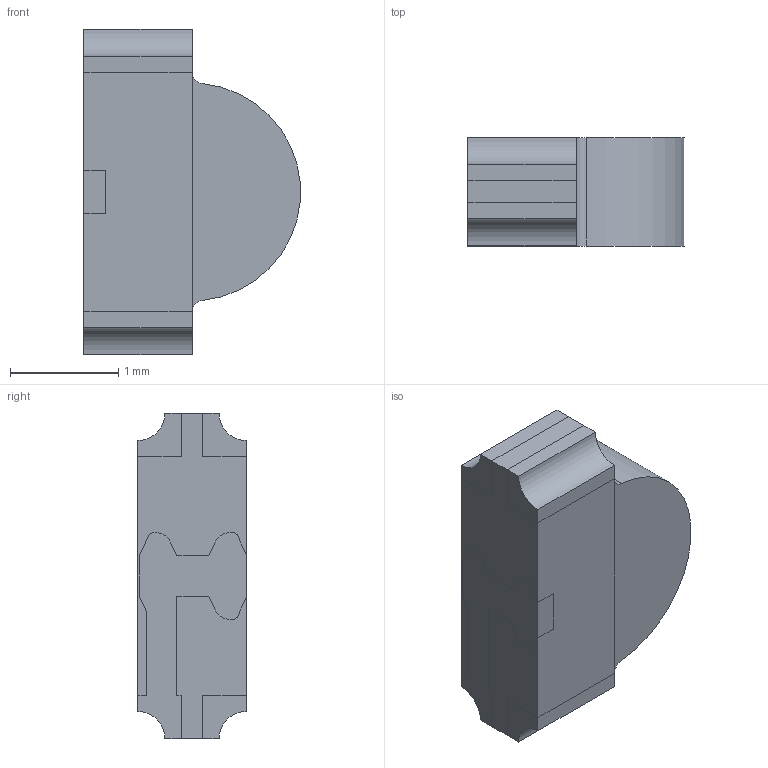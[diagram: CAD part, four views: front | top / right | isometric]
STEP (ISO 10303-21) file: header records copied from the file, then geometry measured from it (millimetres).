
FILE_DESCRIPTION (( 'STEP AP214' ), '1' );
FILE_NAME ('LTST-S326KGJRKT.STEP', '2023-01-12T18:40:02', ( 'ADMIN' ), ( '' ), 'SwSTEP 2.0', 'SolidWorks 2016', '' );
FILE_SCHEMA (( 'AUTOMOTIVE_DESIGN' ));
Length unit declared in the file: millimetre
Products named in the file (1): LTST-S326KGJRKT
Bounding box: 2 x 1 x 3 mm (x, y, z)
Volume: 4.4 mm3; surface area: 30.6 mm2
Topology: 6 solids, 6 shells, 110 faces, 278 edges, 180 vertices
Faces by surface type: plane 83, cylinder 27
Entity records: 3347 total; most frequent: CARTESIAN_POINT 569, ORIENTED_EDGE 556, DIRECTION 554, EDGE_CURVE 278, VECTOR 224, LINE 224, VERTEX_POINT 180, AXIS2_PLACEMENT_3D 165
